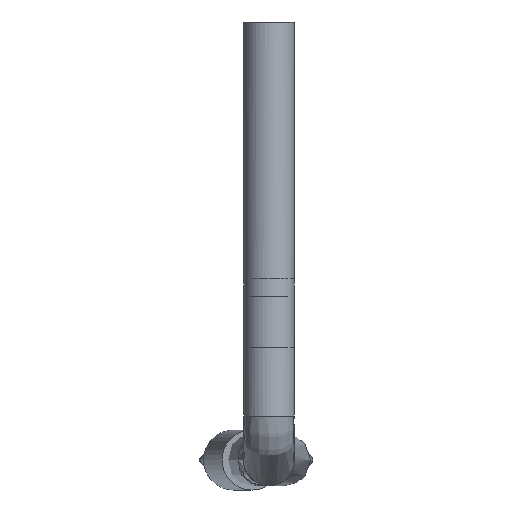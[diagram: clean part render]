
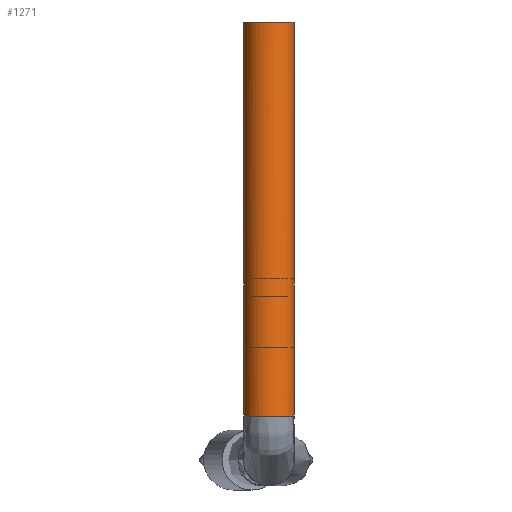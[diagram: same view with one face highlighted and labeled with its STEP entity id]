
A CAD part, front view. The second image highlights one B-rep face of the part: STEP entity #1271.
In plain terms, the highlighted cylindrical face has radius 1.475 mm (diameter 2.95 mm), a full revolution.
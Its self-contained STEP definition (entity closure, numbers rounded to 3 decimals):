
#47 = CARTESIAN_POINT ( 'NONE',  ( 0., -0.509, 34.07 ) ) ;
#48 = VERTEX_POINT ( 'NONE', #718 ) ;
#49 = VERTEX_POINT ( 'NONE', #333 ) ;
#54 = ORIENTED_EDGE ( 'NONE', *, *, #1536, .T. ) ;
#57 = ORIENTED_EDGE ( 'NONE', *, *, #1504, .F. ) ;
#59 = ORIENTED_EDGE ( 'NONE', *, *, #1463, .T. ) ;
#62 = ORIENTED_EDGE ( 'NONE', *, *, #1392, .T. ) ;
#72 = ORIENTED_EDGE ( 'NONE', *, *, #1439, .F. ) ;
#74 = ORIENTED_EDGE ( 'NONE', *, *, #763, .F. ) ;
#75 = ORIENTED_EDGE ( 'NONE', *, *, #503, .T. ) ;
#77 = ORIENTED_EDGE ( 'NONE', *, *, #1496, .F. ) ;
#79 = ORIENTED_EDGE ( 'NONE', *, *, #1514, .T. ) ;
#91 = DIRECTION ( 'NONE',  ( 0., 0., -1. ) ) ;
#121 = DIRECTION ( 'NONE',  ( 0., 1., 0. ) ) ;
#123 = DIRECTION ( 'NONE',  ( 0., 0., -1. ) ) ;
#124 = CARTESIAN_POINT ( 'NONE',  ( 0., -1.984, 34.07 ) ) ;
#125 = CARTESIAN_POINT ( 'NONE',  ( -0.913, -0.825, 15.07 ) ) ;
#145 = DIRECTION ( 'NONE',  ( 0., 0., -1. ) ) ;
#146 = CARTESIAN_POINT ( 'NONE',  ( 0.913, -0.825, 15.07 ) ) ;
#150 = DIRECTION ( 'NONE',  ( 0., 1., 0. ) ) ;
#156 = DIRECTION ( 'NONE',  ( 0., 0., -1. ) ) ;
#159 = CARTESIAN_POINT ( 'NONE',  ( 0., -1.984, 11.07 ) ) ;
#196 = VERTEX_POINT ( 'NONE', #650 ) ;
#202 = DIRECTION ( 'NONE',  ( 0., 1., 0. ) ) ;
#203 = DIRECTION ( 'NONE',  ( 0., 0., -1. ) ) ;
#205 = CARTESIAN_POINT ( 'NONE',  ( 0., -1.984, 15.07 ) ) ;
#215 = VERTEX_POINT ( 'NONE', #698 ) ;
#246 = VERTEX_POINT ( 'NONE', #634 ) ;
#255 = DIRECTION ( 'NONE',  ( 0., 0., 1. ) ) ;
#266 = CARTESIAN_POINT ( 'NONE',  ( -1.475, -1.984, 11.07 ) ) ;
#276 = DIRECTION ( 'NONE',  ( 0., 1., 0. ) ) ;
#277 = DIRECTION ( 'NONE',  ( 0., 0., -1. ) ) ;
#280 = CARTESIAN_POINT ( 'NONE',  ( 0., -1.984, 15.07 ) ) ;
#302 = EDGE_LOOP ( 'NONE', ( #62, #75, #74, #72, #59, #54, #77, #57 ) ) ;
#313 = VERTEX_POINT ( 'NONE', #628 ) ;
#333 = CARTESIAN_POINT ( 'NONE',  ( -0.913, -0.825, 11.07 ) ) ;
#346 = DIRECTION ( 'NONE',  ( 0., 1., 0. ) ) ;
#347 = VERTEX_POINT ( 'NONE', #481 ) ;
#400 = DIRECTION ( 'NONE',  ( 0., 0., -1. ) ) ;
#417 = CARTESIAN_POINT ( 'NONE',  ( 0., -1.984, 19.07 ) ) ;
#454 = EDGE_LOOP ( 'NONE', ( #79 ) ) ;
#481 = CARTESIAN_POINT ( 'NONE',  ( 1.475, -1.984, 19.07 ) ) ;
#494 = VERTEX_POINT ( 'NONE', #853 ) ;
#499 = DIRECTION ( 'NONE',  ( 0., 0., 1. ) ) ;
#503 = EDGE_CURVE ( 'NONE', #494, #347, #1565, .T. ) ;
#628 = CARTESIAN_POINT ( 'NONE',  ( -1.475, -1.984, 15.07 ) ) ;
#634 = CARTESIAN_POINT ( 'NONE',  ( -1.475, -1.984, 19.07 ) ) ;
#650 = CARTESIAN_POINT ( 'NONE',  ( 0.913, -0.825, 11.07 ) ) ;
#698 = CARTESIAN_POINT ( 'NONE',  ( -0.913, -0.825, 15.07 ) ) ;
#718 = CARTESIAN_POINT ( 'NONE',  ( 0.913, -0.825, 15.07 ) ) ;
#746 = AXIS2_PLACEMENT_3D ( 'NONE', #124, #123, #121 ) ;
#754 = AXIS2_PLACEMENT_3D ( 'NONE', #159, #156, #150 ) ;
#763 = EDGE_CURVE ( 'NONE', #246, #347, #1558, .T. ) ;
#778 = AXIS2_PLACEMENT_3D ( 'NONE', #205, #203, #202 ) ;
#817 = AXIS2_PLACEMENT_3D ( 'NONE', #280, #277, #276 ) ;
#835 = FACE_OUTER_BOUND ( 'NONE', #302, .T. ) ;
#853 = CARTESIAN_POINT ( 'NONE',  ( 1.475, -1.984, 15.07 ) ) ;
#981 = DIRECTION ( 'NONE',  ( 0., 0., -1. ) ) ;
#982 = CARTESIAN_POINT ( 'NONE',  ( 0., -1.984, 34.07 ) ) ;
#983 = DIRECTION ( 'NONE',  ( 0., 1., 0. ) ) ;
#1007 = AXIS2_PLACEMENT_3D ( 'NONE', #982, #981, #983 ) ;
#1062 = CARTESIAN_POINT ( 'NONE',  ( 1.475, -1.984, 11.07 ) ) ;
#1149 = VERTEX_POINT ( 'NONE', #47 ) ;
#1161 = AXIS2_PLACEMENT_3D ( 'NONE', #417, #400, #346 ) ;
#1185 = VECTOR ( 'NONE', #91, 1000. ) ;
#1186 = LINE ( 'NONE', #125, #1185 ) ;
#1201 = CIRCLE ( 'NONE', #746, 1.475 ) ;
#1206 = VECTOR ( 'NONE', #145, 1000. ) ;
#1212 = LINE ( 'NONE', #146, #1206 ) ;
#1219 = CIRCLE ( 'NONE', #754, 1.475 ) ;
#1233 = CIRCLE ( 'NONE', #778, 1.475 ) ;
#1257 = VECTOR ( 'NONE', #255, 1000. ) ;
#1271 = ADVANCED_FACE ( 'NONE', ( #835, #1367 ), #1363, .T. ) ;
#1278 = LINE ( 'NONE', #266, #1257 ) ;
#1288 = CIRCLE ( 'NONE', #817, 1.475 ) ;
#1363 = CYLINDRICAL_SURFACE ( 'NONE', #1007, 1.475 ) ;
#1367 = FACE_OUTER_BOUND ( 'NONE', #454, .T. ) ;
#1392 = EDGE_CURVE ( 'NONE', #48, #494, #1288, .T. ) ;
#1439 = EDGE_CURVE ( 'NONE', #313, #246, #1278, .T. ) ;
#1463 = EDGE_CURVE ( 'NONE', #313, #215, #1233, .T. ) ;
#1496 = EDGE_CURVE ( 'NONE', #196, #49, #1219, .T. ) ;
#1504 = EDGE_CURVE ( 'NONE', #48, #196, #1212, .T. ) ;
#1514 = EDGE_CURVE ( 'NONE', #1149, #1149, #1201, .T. ) ;
#1536 = EDGE_CURVE ( 'NONE', #215, #49, #1186, .T. ) ;
#1558 = CIRCLE ( 'NONE', #1161, 1.475 ) ;
#1561 = VECTOR ( 'NONE', #499, 1000. ) ;
#1565 = LINE ( 'NONE', #1062, #1561 ) ;
